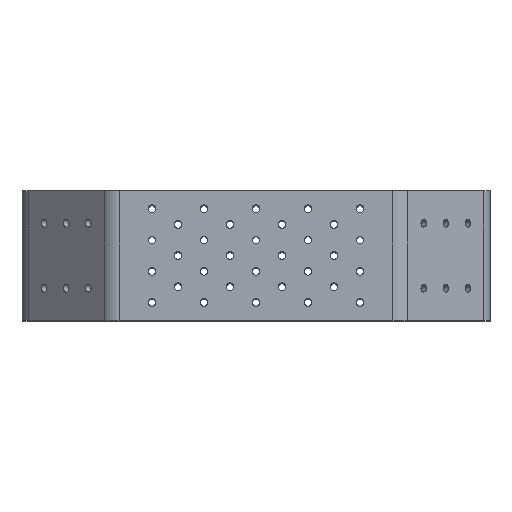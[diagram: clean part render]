
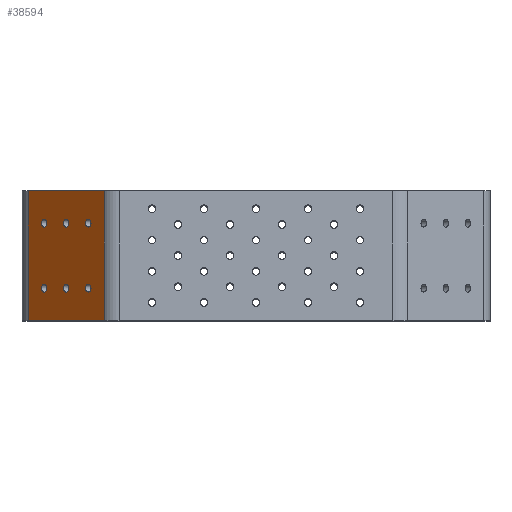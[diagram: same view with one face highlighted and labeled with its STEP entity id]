
A CAD part, top view. The second image highlights one B-rep face of the part: STEP entity #38594.
In plain terms, the highlighted planar face has unit normal (-0.707, 0, 0.707).
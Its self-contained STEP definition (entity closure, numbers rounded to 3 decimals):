
#1044=FACE_BOUND('',#5284,.T.);
#1045=FACE_BOUND('',#5285,.T.);
#1046=FACE_BOUND('',#5286,.T.);
#1047=FACE_BOUND('',#5287,.T.);
#1048=FACE_BOUND('',#5288,.T.);
#1049=FACE_BOUND('',#5289,.T.);
#1539=PLANE('',#41285);
#2852=FACE_OUTER_BOUND('',#5283,.T.);
#5283=EDGE_LOOP('',(#27109,#27110,#27111,#27112));
#5284=EDGE_LOOP('',(#27113));
#5285=EDGE_LOOP('',(#27114));
#5286=EDGE_LOOP('',(#27115));
#5287=EDGE_LOOP('',(#27116));
#5288=EDGE_LOOP('',(#27117));
#5289=EDGE_LOOP('',(#27118));
#8195=LINE('',#57686,#12387);
#8205=LINE('',#57838,#12397);
#8206=LINE('',#57841,#12398);
#8207=LINE('',#57842,#12399);
#12387=VECTOR('',#45945,10.);
#12397=VECTOR('',#46009,10.);
#12398=VECTOR('',#46012,10.);
#12399=VECTOR('',#46013,10.);
#16352=CIRCLE('',#40969,1.5);
#16422=CIRCLE('',#41091,1.5);
#16446=CIRCLE('',#41157,1.5);
#16470=CIRCLE('',#41223,1.5);
#16512=CIRCLE('',#41286,1.5);
#16513=CIRCLE('',#41287,1.5);
#16930=VERTEX_POINT('',#56882);
#17076=VERTEX_POINT('',#57257);
#17118=VERTEX_POINT('',#57422);
#17160=VERTEX_POINT('',#57587);
#17192=VERTEX_POINT('',#57683);
#17193=VERTEX_POINT('',#57685);
#17228=VERTEX_POINT('',#57836);
#17229=VERTEX_POINT('',#57840);
#17230=VERTEX_POINT('',#57843);
#17231=VERTEX_POINT('',#57845);
#20475=EDGE_CURVE('',#16930,#16930,#16352,.T.);
#20660=EDGE_CURVE('',#17076,#17076,#16422,.T.);
#20741=EDGE_CURVE('',#17118,#17118,#16446,.T.);
#20822=EDGE_CURVE('',#17160,#17160,#16470,.T.);
#20870=EDGE_CURVE('',#17193,#17192,#8195,.T.);
#20912=EDGE_CURVE('',#17193,#17228,#8205,.T.);
#20913=EDGE_CURVE('',#17229,#17192,#8206,.T.);
#20914=EDGE_CURVE('',#17228,#17229,#8207,.T.);
#20915=EDGE_CURVE('',#17230,#17230,#16512,.T.);
#20916=EDGE_CURVE('',#17231,#17231,#16513,.T.);
#27109=ORIENTED_EDGE('',*,*,#20912,.F.);
#27110=ORIENTED_EDGE('',*,*,#20870,.T.);
#27111=ORIENTED_EDGE('',*,*,#20913,.F.);
#27112=ORIENTED_EDGE('',*,*,#20914,.F.);
#27113=ORIENTED_EDGE('',*,*,#20915,.T.);
#27114=ORIENTED_EDGE('',*,*,#20741,.T.);
#27115=ORIENTED_EDGE('',*,*,#20822,.T.);
#27116=ORIENTED_EDGE('',*,*,#20916,.T.);
#27117=ORIENTED_EDGE('',*,*,#20660,.T.);
#27118=ORIENTED_EDGE('',*,*,#20475,.T.);
#38594=ADVANCED_FACE('',(#2852,#1044,#1045,#1046,#1047,#1048,#1049),#1539,
 .T.);
#40969=AXIS2_PLACEMENT_3D('',#56883,#45116,#45117);
#41091=AXIS2_PLACEMENT_3D('',#57258,#45467,#45468);
#41157=AXIS2_PLACEMENT_3D('',#57423,#45656,#45657);
#41223=AXIS2_PLACEMENT_3D('',#57588,#45845,#45846);
#41285=AXIS2_PLACEMENT_3D('',#57839,#46010,#46011);
#41286=AXIS2_PLACEMENT_3D('',#57844,#46014,#46015);
#41287=AXIS2_PLACEMENT_3D('',#57846,#46016,#46017);
#45116=DIRECTION('center_axis',(0.707,0.,-0.707));
#45117=DIRECTION('ref_axis',(0.707,0.,0.707));
#45467=DIRECTION('center_axis',(0.707,0.,-0.707));
#45468=DIRECTION('ref_axis',(0.707,0.,0.707));
#45656=DIRECTION('center_axis',(0.707,0.,-0.707));
#45657=DIRECTION('ref_axis',(0.707,0.,0.707));
#45845=DIRECTION('center_axis',(0.707,0.,-0.707));
#45846=DIRECTION('ref_axis',(0.707,0.,0.707));
#45945=DIRECTION('',(0.707,0.,0.707));
#46009=DIRECTION('',(0.,1.,0.));
#46010=DIRECTION('center_axis',(-0.707,0.,0.707));
#46011=DIRECTION('ref_axis',(0.707,0.,0.707));
#46012=DIRECTION('',(0.,-1.,0.));
#46013=DIRECTION('',(0.707,0.,0.707));
#46014=DIRECTION('center_axis',(0.707,0.,-0.707));
#46015=DIRECTION('ref_axis',(0.707,0.,0.707));
#46016=DIRECTION('center_axis',(0.707,0.,-0.707));
#46017=DIRECTION('ref_axis',(0.707,0.,0.707));
#56882=CARTESIAN_POINT('',(-82.546,12.5,63.454));
#56883=CARTESIAN_POINT('Origin',(-81.485,12.5,64.515));
#57257=CARTESIAN_POINT('',(-65.575,37.5,80.425));
#57258=CARTESIAN_POINT('Origin',(-64.515,37.5,81.485));
#57422=CARTESIAN_POINT('',(-82.546,37.5,63.454));
#57423=CARTESIAN_POINT('Origin',(-81.485,37.5,64.515));
#57587=CARTESIAN_POINT('',(-65.575,12.5,80.425));
#57588=CARTESIAN_POINT('Origin',(-64.515,12.5,81.485));
#57683=CARTESIAN_POINT('',(-58.343,0.,87.657));
#57685=CARTESIAN_POINT('',(-87.657,0.,58.343));
#57686=CARTESIAN_POINT('',(-90.,0.,56.));
#57836=CARTESIAN_POINT('',(-87.657,50.,58.343));
#57838=CARTESIAN_POINT('',(-87.657,0.,58.343));
#57839=CARTESIAN_POINT('Origin',(-90.,0.,56.));
#57840=CARTESIAN_POINT('',(-58.343,50.,87.657));
#57841=CARTESIAN_POINT('',(-58.343,0.,87.657));
#57842=CARTESIAN_POINT('',(-90.,50.,56.));
#57843=CARTESIAN_POINT('',(-74.061,12.5,71.939));
#57844=CARTESIAN_POINT('Origin',(-73.,12.5,73.));
#57845=CARTESIAN_POINT('',(-74.061,37.5,71.939));
#57846=CARTESIAN_POINT('Origin',(-73.,37.5,73.));
